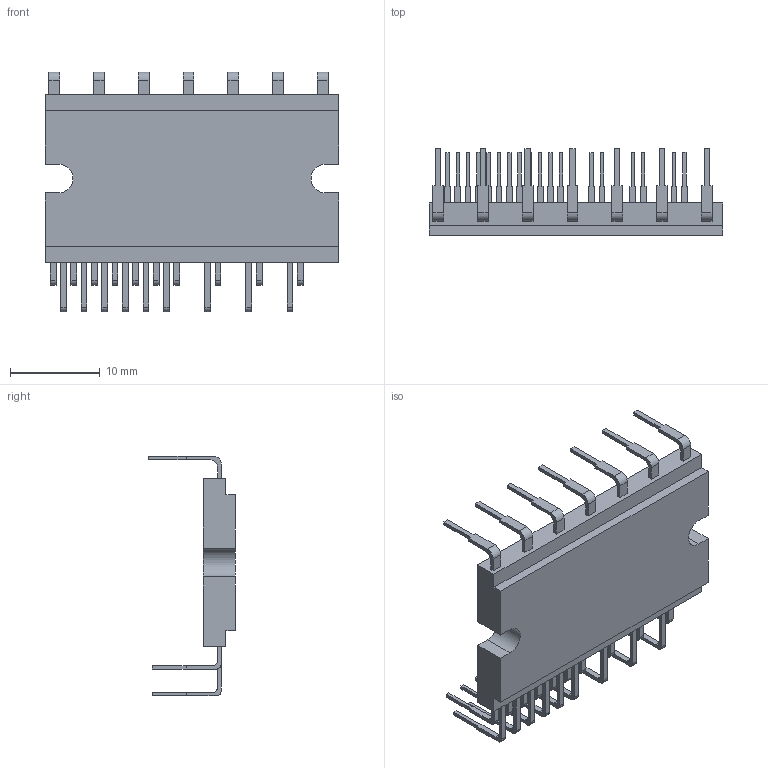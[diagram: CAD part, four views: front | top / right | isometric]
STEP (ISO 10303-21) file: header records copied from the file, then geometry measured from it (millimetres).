
FILE_DESCRIPTION(/* description */ (''),/* implementation_level */ '2;1');
FILE_NAME(/* name */ 'IPM v0.step',/* time_stamp */ '2022-10-12T22:08:38+02:00',/* author */ (''),/* organization */ (''),/* preprocessor_version */ 'ST-DEVELOPER v19',/* originating_system */ 'Autodesk Translation Framework v11.7.0.108',/* authorisation */ '');
FILE_SCHEMA (('AUTOMOTIVE_DESIGN { 1 0 10303 214 3 1 1 }'));
Length unit declared in the file: millimetre
Products named in the file (1): IPM
Bounding box: 32.8 x 9.68 x 26.8 mm (x, y, z)
Volume: 2107 mm3; surface area: 2185.3 mm2
Topology: 1 solids, 1 shells, 356 faces, 984 edges, 656 vertices
Faces by surface type: plane 302, cylinder 54
Entity records: 11249 total; most frequent: CARTESIAN_POINT 1997, ORIENTED_EDGE 1968, DIRECTION 1806, EDGE_CURVE 984, LINE 876, VECTOR 876, VERTEX_POINT 656, AXIS2_PLACEMENT_3D 465
